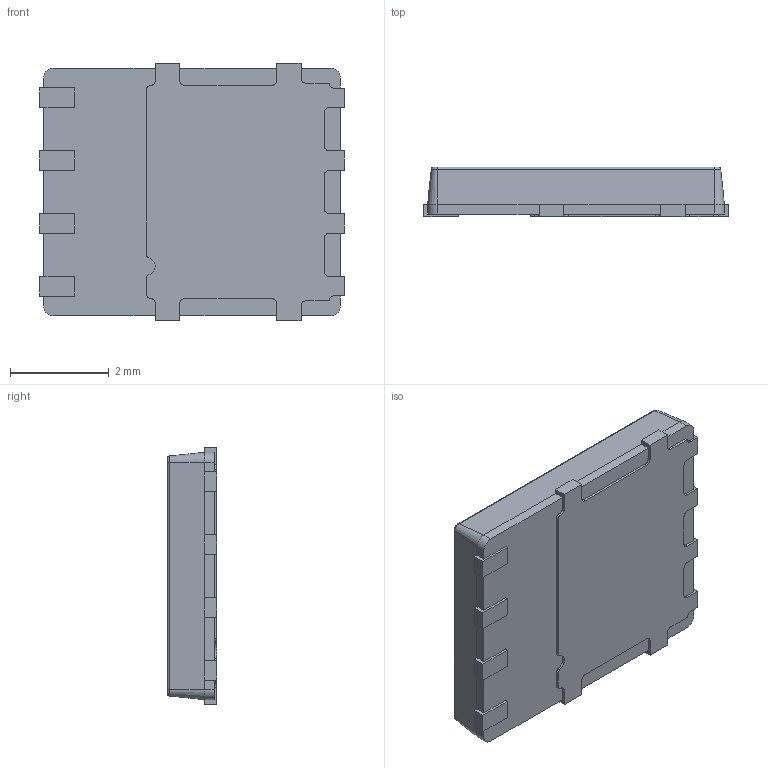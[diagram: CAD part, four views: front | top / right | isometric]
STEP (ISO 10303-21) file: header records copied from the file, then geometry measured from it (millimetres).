
FILE_DESCRIPTION (( 'STEP AP214' ), '1' );
FILE_NAME ('STL40DN3LLH5.STEP', '2024-10-05T10:24:45', ( '' ), ( '' ), 'SwSTEP 2.0', 'SolidWorks 2016', '' );
FILE_SCHEMA (( 'AUTOMOTIVE_DESIGN' ));
Length unit declared in the file: millimetre
Products named in the file (1): STL40DN3LLH5
Bounding box: 6.15 x 1 x 5.2 mm (x, y, z)
Volume: 28.8 mm3; surface area: 129.1 mm2
Topology: 7 solids, 7 shells, 201 faces, 514 edges, 328 vertices
Faces by surface type: plane 139, cylinder 54, bspline 4, cone 4
Entity records: 6222 total; most frequent: CARTESIAN_POINT 1271, ORIENTED_EDGE 1028, DIRECTION 954, EDGE_CURVE 514, LINE 392, VECTOR 392, VERTEX_POINT 328, AXIS2_PLACEMENT_3D 281
